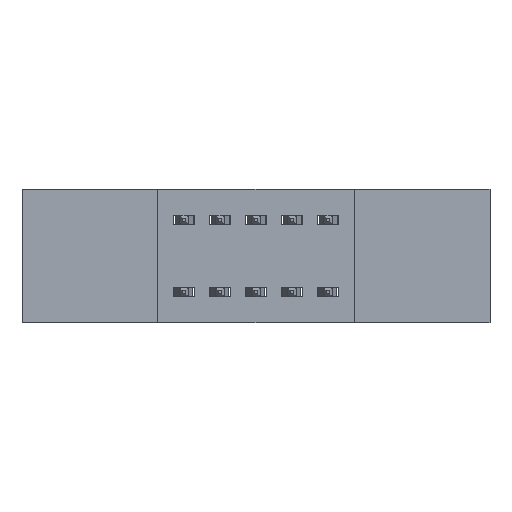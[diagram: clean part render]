
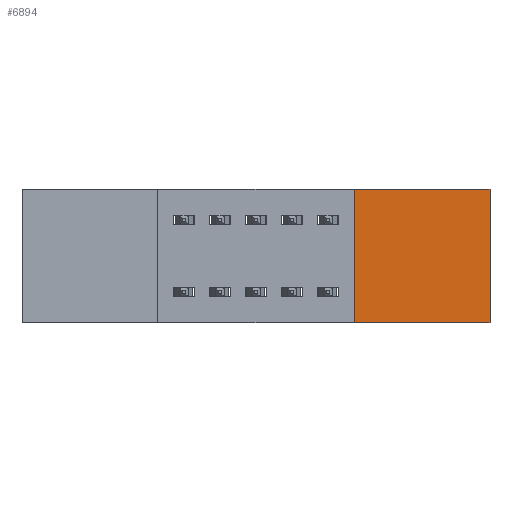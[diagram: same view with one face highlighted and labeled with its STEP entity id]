
A CAD part, front view. The second image highlights one B-rep face of the part: STEP entity #6894.
In plain terms, the highlighted planar face has unit normal (0, -1, 0).
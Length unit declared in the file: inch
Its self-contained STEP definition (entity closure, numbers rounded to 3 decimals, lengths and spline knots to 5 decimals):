
#390 = ORIENTED_EDGE ( 'NONE', *, *, #2840, .F. ) ;
#550 = DIRECTION ( 'NONE',  ( 0., 0., -1. ) ) ;
#764 = DIRECTION ( 'NONE',  ( -1., 0., 0. ) ) ;
#1001 = ORIENTED_EDGE ( 'NONE', *, *, #2746, .F. ) ;
#1348 = CARTESIAN_POINT ( 'NONE',  ( 1.3, 0., -0.37 ) ) ;
#1863 = CARTESIAN_POINT ( 'NONE',  ( 0.923, 0., 0. ) ) ;
#2024 = LINE ( 'NONE', #7514, #5182 ) ;
#2066 = AXIS2_PLACEMENT_3D ( 'NONE', #7307, #2647, #2998 ) ;
#2215 = ORIENTED_EDGE ( 'NONE', *, *, #3194, .F. ) ;
#2647 = DIRECTION ( 'NONE',  ( 0., -1., 0. ) ) ;
#2719 = LINE ( 'NONE', #3031, #5841 ) ;
#2746 = EDGE_CURVE ( 'NONE', #7486, #4327, #5297, .T. ) ;
#2840 = EDGE_CURVE ( 'NONE', #6367, #5080, #6299, .T. ) ;
#2998 = DIRECTION ( 'NONE',  ( 0., 0., -1. ) ) ;
#3031 = CARTESIAN_POINT ( 'NONE',  ( 0.923, 0., -0.37 ) ) ;
#3194 = EDGE_CURVE ( 'NONE', #5080, #7486, #2719, .T. ) ;
#3919 = VECTOR ( 'NONE', #7235, 39.37008 ) ;
#3966 = EDGE_CURVE ( 'NONE', #4327, #6367, #2024, .T. ) ;
#4327 = VERTEX_POINT ( 'NONE', #7124 ) ;
#4364 = DIRECTION ( 'NONE',  ( 0., 0., 1. ) ) ;
#4759 = VECTOR ( 'NONE', #764, 39.37008 ) ;
#5080 = VERTEX_POINT ( 'NONE', #6757 ) ;
#5182 = VECTOR ( 'NONE', #550, 39.37008 ) ;
#5283 = ORIENTED_EDGE ( 'NONE', *, *, #3966, .F. ) ;
#5297 = LINE ( 'NONE', #7225, #3919 ) ;
#5841 = VECTOR ( 'NONE', #4364, 39.37008 ) ;
#6187 = EDGE_LOOP ( 'NONE', ( #2215, #390, #5283, #1001 ) ) ;
#6299 = LINE ( 'NONE', #7060, #4759 ) ;
#6367 = VERTEX_POINT ( 'NONE', #1348 ) ;
#6757 = CARTESIAN_POINT ( 'NONE',  ( 0.923, 0., -0.37 ) ) ;
#6894 = ADVANCED_FACE ( 'NONE', ( #7284 ), #6926, .T. ) ;
#6926 = PLANE ( 'NONE',  #2066 ) ;
#7060 = CARTESIAN_POINT ( 'NONE',  ( 0., 0., -0.37 ) ) ;
#7124 = CARTESIAN_POINT ( 'NONE',  ( 1.3, 0., 0. ) ) ;
#7225 = CARTESIAN_POINT ( 'NONE',  ( 0., 0., 0. ) ) ;
#7235 = DIRECTION ( 'NONE',  ( 1., 0., 0. ) ) ;
#7284 = FACE_OUTER_BOUND ( 'NONE', #6187, .T. ) ;
#7307 = CARTESIAN_POINT ( 'NONE',  ( 0., 0., -0.37 ) ) ;
#7486 = VERTEX_POINT ( 'NONE', #1863 ) ;
#7514 = CARTESIAN_POINT ( 'NONE',  ( 1.3, 0., 0. ) ) ;
